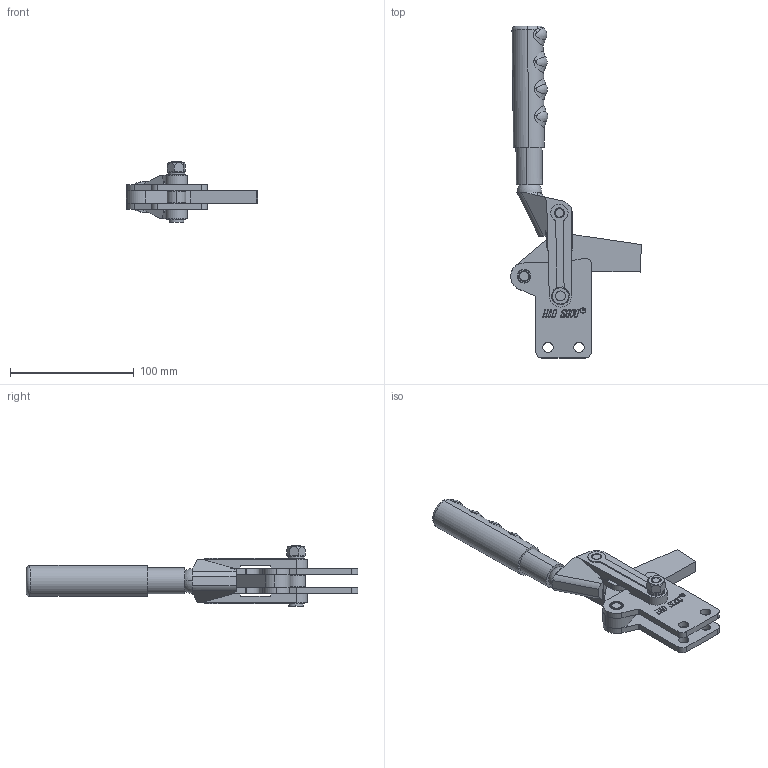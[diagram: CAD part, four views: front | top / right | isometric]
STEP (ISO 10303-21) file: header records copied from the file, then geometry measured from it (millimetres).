
FILE_DESCRIPTION (( 'STEP AP203' ), '1' );
FILE_NAME ('HS-70720.STEP', '2019-08-23T02:56:06', ( '微软用户' ), ( '微软中国' ), 'SwSTEP 2.0', 'SolidWorks 2012', '' );
FILE_SCHEMA (( 'CONFIG_CONTROL_DESIGN' ));
Length unit declared in the file: millimetre
Products named in the file (15): prevailing torque hex nuts 1-fine pitch gb_GB_HEXAGON_LOCK_TYPE2 M8-N; curved single coil spring lock washers gb_GB_FASTENER_WASHER_CSLW 8; 忒參奪; 眻种; 酗种; 階杶; T倛种; 騵艦杶; 忒梟; 蟀裝; 菁釱; 揤旋; HS-70720; 忒參杶
Assembly tree (23 placements, depth 2):
  HS-70720
    揤旋
    菁釱
    菁釱
    蟀裝  x2
    忒梟
    騵艦杶  x8
    T倛种
    階杶
    酗种
    眻种  x2
    忒參奪
    curved single coil spring lock washers gb_GB_FASTENER_WASHER_CSLW 8
    prevailing torque hex nuts 1-fine pitch gb_GB_HEXAGON_LOCK_TYPE2 M8-N
    忒參杶
Bounding box: 105.72 x 267.73 x 49 mm (x, y, z)
Volume: 154364.3 mm3; surface area: 84855 mm2
Topology: 23 solids, 23 shells, 720 faces, 1815 edges, 1171 vertices
Faces by surface type: plane 306, cylinder 165, bspline 145, cone 95, torus 7, sphere 2
Entity records: 29694 total; most frequent: CARTESIAN_POINT 13708, ORIENTED_EDGE 3148, DIRECTION 2535, EDGE_CURVE 1574, VERTEX_POINT 1031, LINE 939, VECTOR 939, AXIS2_PLACEMENT_3D 798
